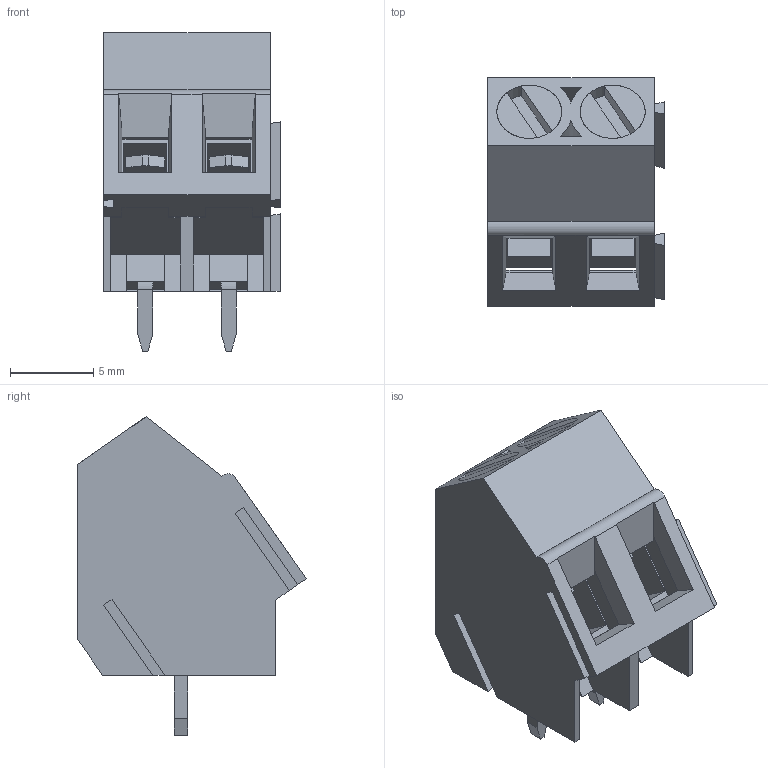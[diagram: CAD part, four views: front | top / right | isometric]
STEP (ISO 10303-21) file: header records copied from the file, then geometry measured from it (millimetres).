
FILE_DESCRIPTION( ( 'Unknown' ), '1' );
FILE_NAME( '691211720002.stp', 'Unknown', ( 'Unknown' ), ( 'Unknown' ), 'PSStep 18.0.17', 'Unknown', ' ' );
FILE_SCHEMA( ( 'AUTOMOTIVE_DESIGN { 1 0 10303 214 1 1 1 1 }' ) );
Length unit declared in the file: millimetre
Products named in the file (5): Assem1; 6912117200xx_MASS; 6912117200xx_PIN; 6912117200xx_VIS; 691211720002
Assembly tree (7 placements, depth 2):
  Assem1
    6912117200xx_MASS  x2
    6912117200xx_PIN  x2
    6912117200xx_VIS  x2
    691211720002
Bounding box: 10.6 x 13.7 x 19.1 mm (x, y, z)
Volume: 985.6 mm3; surface area: 2337.8 mm2
Topology: 7 solids, 7 shells, 193 faces, 521 edges, 344 vertices
Faces by surface type: plane 170, cylinder 23
Full cylindrical faces by diameter (mm): 2.4 x6, 3.9 x4
Entity records: 5883 total; most frequent: CARTESIAN_POINT 818, ORIENTED_EDGE 794, DIRECTION 749, EDGE_CURVE 397, LINE 355, VECTOR 355, VERTEX_POINT 266, AXIS2_PLACEMENT_3D 197
